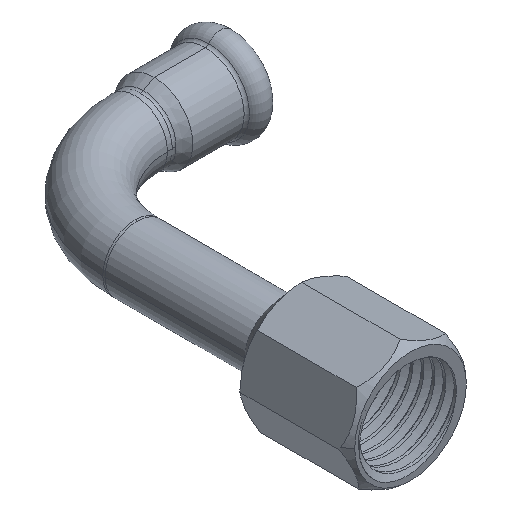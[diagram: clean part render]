
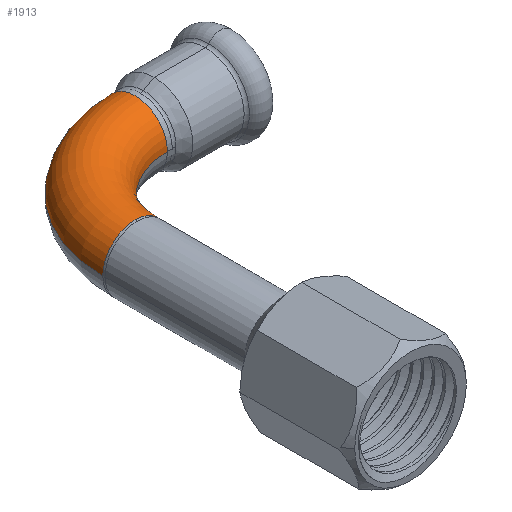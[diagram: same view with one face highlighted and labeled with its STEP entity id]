
A CAD part, isometric view. The second image highlights one B-rep face of the part: STEP entity #1913.
In plain terms, the highlighted toroidal (fillet/blend) face has major radius 25 mm and minor radius 7.5 mm.
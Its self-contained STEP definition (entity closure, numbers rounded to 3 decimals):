
#224 = CARTESIAN_POINT ( 'NONE',  ( 25., 25.5, 0. ) ) ;
#313 = CIRCLE ( 'NONE', #3304, 7.5 ) ;
#355 = FACE_OUTER_BOUND ( 'NONE', #4394, .T. ) ;
#358 = VERTEX_POINT ( 'NONE', #3626 ) ;
#406 = AXIS2_PLACEMENT_3D ( 'NONE', #4384, #1227, #4121 ) ;
#430 = CARTESIAN_POINT ( 'NONE',  ( 25., 18., 0. ) ) ;
#467 = CARTESIAN_POINT ( 'NONE',  ( 0., 0.5, 7.5 ) ) ;
#541 = ORIENTED_EDGE ( 'NONE', *, *, #4349, .F. ) ;
#679 = AXIS2_PLACEMENT_3D ( 'NONE', #4359, #2991, #2638 ) ;
#944 = DIRECTION ( 'NONE',  ( -1., 0., 0. ) ) ;
#1066 = DIRECTION ( 'NONE',  ( 0., 1., 0. ) ) ;
#1094 = CIRCLE ( 'NONE', #2996, 7.5 ) ;
#1189 = CIRCLE ( 'NONE', #3672, 7.5 ) ;
#1227 = DIRECTION ( 'NONE',  ( 0., 0., 1. ) ) ;
#1278 = CARTESIAN_POINT ( 'NONE',  ( 0., 0.5, 0. ) ) ;
#1376 = EDGE_CURVE ( 'NONE', #4307, #3866, #313, .T. ) ;
#1600 = ORIENTED_EDGE ( 'NONE', *, *, #1376, .T. ) ;
#1629 = ORIENTED_EDGE ( 'NONE', *, *, #3070, .T. ) ;
#1738 = DIRECTION ( 'NONE',  ( 0., 0., 1. ) ) ;
#1829 = CARTESIAN_POINT ( 'NONE',  ( 0., 0.5, 0. ) ) ;
#1913 = ADVANCED_FACE ( 'NONE', ( #355 ), #2295, .T. ) ;
#1946 = CARTESIAN_POINT ( 'NONE',  ( 25., 0.5, 0. ) ) ;
#1990 = CARTESIAN_POINT ( 'NONE',  ( 25., 33., 0. ) ) ;
#2295 = TOROIDAL_SURFACE ( 'NONE', #3081, 25., 7.5 ) ;
#2329 = DIRECTION ( 'NONE',  ( 0., 1., 0. ) ) ;
#2390 = EDGE_CURVE ( 'NONE', #3051, #358, #3010, .T. ) ;
#2482 = DIRECTION ( 'NONE',  ( -1., 0., 0. ) ) ;
#2632 = DIRECTION ( 'NONE',  ( 1., 0., 0. ) ) ;
#2638 = DIRECTION ( 'NONE',  ( 1., 0., 0. ) ) ;
#2791 = ORIENTED_EDGE ( 'NONE', *, *, #2390, .T. ) ;
#2817 = CIRCLE ( 'NONE', #406, 17.5 ) ;
#2991 = DIRECTION ( 'NONE',  ( 0., 0., 1. ) ) ;
#2996 = AXIS2_PLACEMENT_3D ( 'NONE', #1278, #3755, #944 ) ;
#3010 = CIRCLE ( 'NONE', #679, 32.5 ) ;
#3051 = VERTEX_POINT ( 'NONE', #1990 ) ;
#3070 = EDGE_CURVE ( 'NONE', #358, #4307, #1094, .T. ) ;
#3081 = AXIS2_PLACEMENT_3D ( 'NONE', #1946, #1738, #2632 ) ;
#3304 = AXIS2_PLACEMENT_3D ( 'NONE', #1829, #1066, #2482 ) ;
#3395 = ORIENTED_EDGE ( 'NONE', *, *, #4355, .F. ) ;
#3422 = VERTEX_POINT ( 'NONE', #430 ) ;
#3626 = CARTESIAN_POINT ( 'NONE',  ( -7.5, 0.5, 0. ) ) ;
#3672 = AXIS2_PLACEMENT_3D ( 'NONE', #224, #4407, #2329 ) ;
#3755 = DIRECTION ( 'NONE',  ( 0., 1., 0. ) ) ;
#3790 = CARTESIAN_POINT ( 'NONE',  ( 7.5, 0.5, 0. ) ) ;
#3866 = VERTEX_POINT ( 'NONE', #3790 ) ;
#4121 = DIRECTION ( 'NONE',  ( 1., 0., 0. ) ) ;
#4307 = VERTEX_POINT ( 'NONE', #467 ) ;
#4349 = EDGE_CURVE ( 'NONE', #3051, #3422, #1189, .T. ) ;
#4355 = EDGE_CURVE ( 'NONE', #3422, #3866, #2817, .T. ) ;
#4359 = CARTESIAN_POINT ( 'NONE',  ( 25., 0.5, 0. ) ) ;
#4384 = CARTESIAN_POINT ( 'NONE',  ( 25., 0.5, 0. ) ) ;
#4394 = EDGE_LOOP ( 'NONE', ( #541, #2791, #1629, #1600, #3395 ) ) ;
#4407 = DIRECTION ( 'NONE',  ( 1., 0., 0. ) ) ;
